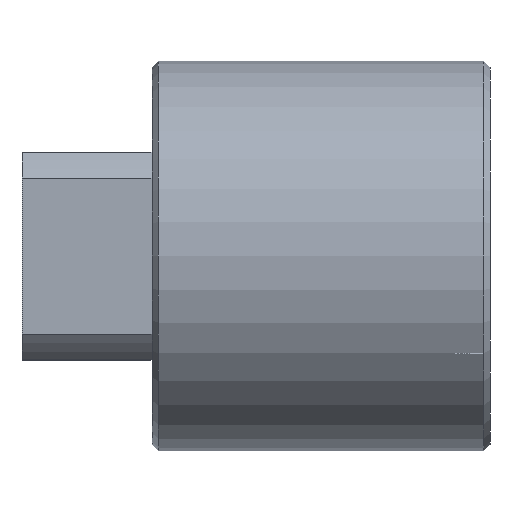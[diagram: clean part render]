
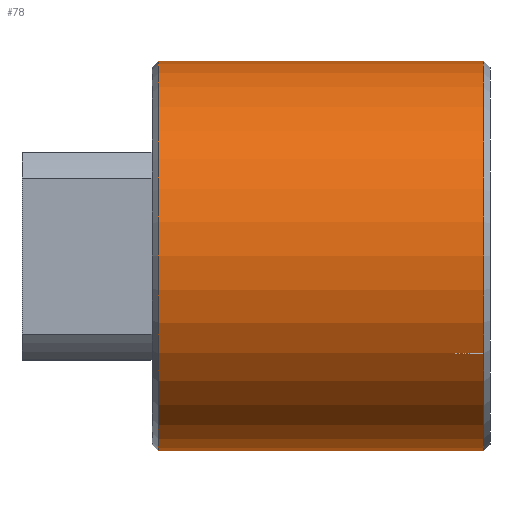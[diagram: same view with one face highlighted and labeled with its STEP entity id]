
A CAD part, front view. The second image highlights one B-rep face of the part: STEP entity #78.
In plain terms, the highlighted cylindrical face has radius 7.5 mm (diameter 15 mm), a partial arc.
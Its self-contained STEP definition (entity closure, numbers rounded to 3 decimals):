
#4 = AXIS2_PLACEMENT_3D ( 'NONE', #404, #554, #613 ) ;
#8 = ORIENTED_EDGE ( 'NONE', *, *, #377, .F. ) ;
#61 = LINE ( 'NONE', #215, #174 ) ;
#73 = CARTESIAN_POINT ( 'NONE',  ( -6.25, 0., -7.5 ) ) ;
#78 = ADVANCED_FACE ( 'NONE', ( #207 ), #251, .T. ) ;
#112 = CIRCLE ( 'NONE', #391, 7.5 ) ;
#137 = EDGE_CURVE ( 'NONE', #551, #252, #61, .T. ) ;
#151 = CIRCLE ( 'NONE', #380, 7.5 ) ;
#156 = ORIENTED_EDGE ( 'NONE', *, *, #235, .T. ) ;
#173 = CARTESIAN_POINT ( 'NONE',  ( -6.25, 0., 7.5 ) ) ;
#174 = VECTOR ( 'NONE', #434, 1000. ) ;
#176 = VECTOR ( 'NONE', #209, 1000. ) ;
#184 = ORIENTED_EDGE ( 'NONE', *, *, #453, .T. ) ;
#207 = FACE_OUTER_BOUND ( 'NONE', #444, .T. ) ;
#209 = DIRECTION ( 'NONE',  ( 1., 0., 0. ) ) ;
#215 = CARTESIAN_POINT ( 'NONE',  ( -6.5, 0., -7.5 ) ) ;
#222 = DIRECTION ( 'NONE',  ( 1., 0., 0. ) ) ;
#235 = EDGE_CURVE ( 'NONE', #252, #424, #112, .T. ) ;
#251 = CYLINDRICAL_SURFACE ( 'NONE', #4, 7.5 ) ;
#252 = VERTEX_POINT ( 'NONE', #537 ) ;
#256 = CARTESIAN_POINT ( 'NONE',  ( -6.5, 0., 7.5 ) ) ;
#368 = CARTESIAN_POINT ( 'NONE',  ( -6.25, 0., 0. ) ) ;
#377 = EDGE_CURVE ( 'NONE', #544, #424, #617, .T. ) ;
#380 = AXIS2_PLACEMENT_3D ( 'NONE', #368, #222, #426 ) ;
#388 = DIRECTION ( 'NONE',  ( -1., 0., 0. ) ) ;
#391 = AXIS2_PLACEMENT_3D ( 'NONE', #586, #388, #486 ) ;
#404 = CARTESIAN_POINT ( 'NONE',  ( -6.5, 0., 0. ) ) ;
#424 = VERTEX_POINT ( 'NONE', #449 ) ;
#426 = DIRECTION ( 'NONE',  ( 0., 0., 1. ) ) ;
#434 = DIRECTION ( 'NONE',  ( 1., 0., 0. ) ) ;
#444 = EDGE_LOOP ( 'NONE', ( #8, #184, #508, #156 ) ) ;
#449 = CARTESIAN_POINT ( 'NONE',  ( 6.25, 0., 7.5 ) ) ;
#453 = EDGE_CURVE ( 'NONE', #544, #551, #151, .T. ) ;
#486 = DIRECTION ( 'NONE',  ( 0., 0., -1. ) ) ;
#508 = ORIENTED_EDGE ( 'NONE', *, *, #137, .T. ) ;
#537 = CARTESIAN_POINT ( 'NONE',  ( 6.25, 0., -7.5 ) ) ;
#544 = VERTEX_POINT ( 'NONE', #173 ) ;
#551 = VERTEX_POINT ( 'NONE', #73 ) ;
#554 = DIRECTION ( 'NONE',  ( 1., 0., 0. ) ) ;
#586 = CARTESIAN_POINT ( 'NONE',  ( 6.25, 0., 0. ) ) ;
#613 = DIRECTION ( 'NONE',  ( 0., 0., -1. ) ) ;
#617 = LINE ( 'NONE', #256, #176 ) ;
